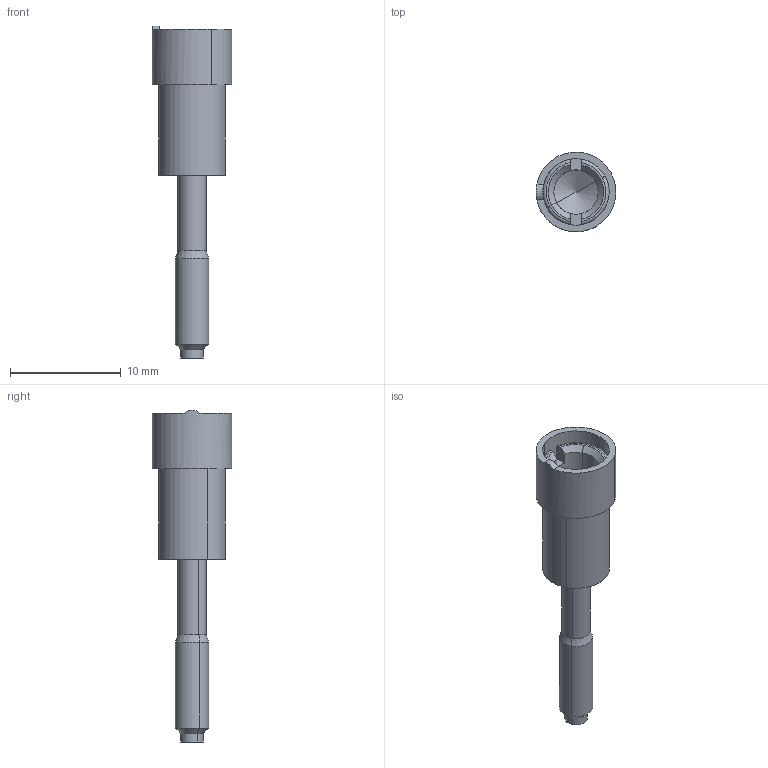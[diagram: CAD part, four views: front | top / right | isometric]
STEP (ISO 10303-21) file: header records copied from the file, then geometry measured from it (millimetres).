
FILE_DESCRIPTION(('CATIA V5R24 STEP','CAx-IF Rec.Pracs.--- Model Styling and Organization---1.2---2011-12-15'),'2;1');
FILE_NAME ('001068-1_1_0133400000_0133400000.stp','2018-08-20T12:28:24+00:00',('none'),('Weidmueller'),'CATIA Version 5-6 Release 2014 SP4 HF52','CATIA V5 STEP AP214','none');
FILE_SCHEMA(('AUTOMOTIVE_DESIGN { 1 0 10303 214 1 1 1 1 }'));
Length unit declared in the file: millimetre
Products named in the file (1): 0133400000
Bounding box: 7.2 x 7.2 x 29.95 mm (x, y, z)
Volume: 355.6 mm3; surface area: 798.6 mm2
Topology: 2 solids, 2 shells, 55 faces, 130 edges, 79 vertices
Faces by surface type: cylinder 21, plane 14, cone 10, torus 10
Entity records: 1437 total; most frequent: CARTESIAN_POINT 276, ORIENTED_EDGE 256, DIRECTION 178, EDGE_CURVE 128, AXIS2_PLACEMENT_3D 103, VERTEX_POINT 79, CIRCLE 72, EDGE_LOOP 59
